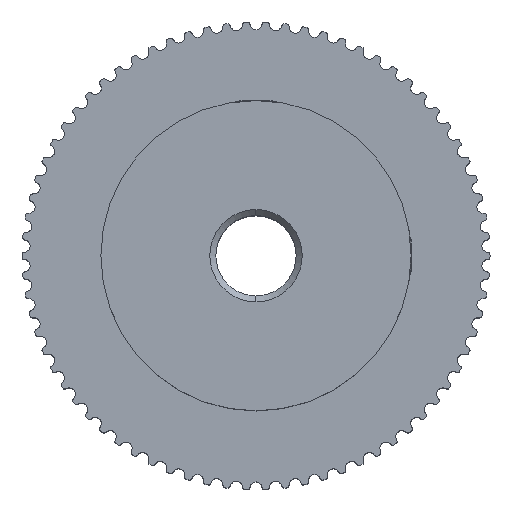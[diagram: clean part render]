
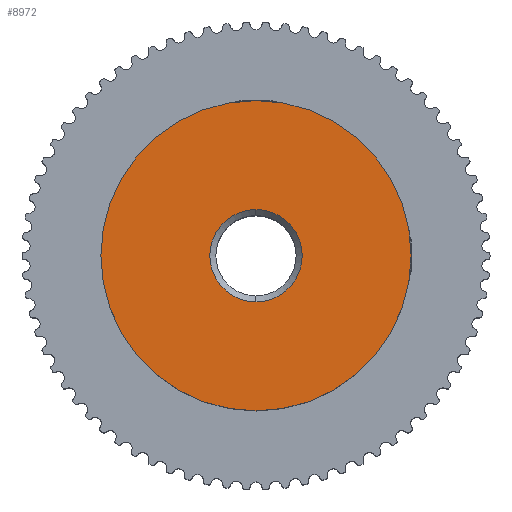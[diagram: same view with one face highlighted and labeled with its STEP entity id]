
A CAD part, top view. The second image highlights one B-rep face of the part: STEP entity #8972.
In plain terms, the highlighted planar face has unit normal (0, 0, 1).
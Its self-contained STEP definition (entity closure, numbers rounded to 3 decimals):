
#1=CARTESIAN_POINT('',(0.,0.,9.5));
#2=DIRECTION('',(0.,0.,1.));
#3=DIRECTION('',(0.,1.,0.));
#4=AXIS2_PLACEMENT_3D('',#1,#2,#3);
#6=CARTESIAN_POINT('',(0.,0.,9.5));
#7=DIRECTION('',(0.,0.,-1.));
#8=DIRECTION('',(0.,1.,0.));
#9=AXIS2_PLACEMENT_3D('',#6,#7,#8);
#20=CARTESIAN_POINT('',(0.,0.,9.5));
#21=DIRECTION('',(0.,0.,-1.));
#22=DIRECTION('',(0.,1.,0.));
#23=AXIS2_PLACEMENT_3D('',#20,#21,#22);
#4229=CARTESIAN_POINT('',(0.,0.,9.5));
#4230=DIRECTION('',(0.,0.,1.));
#4231=DIRECTION('',(0.,1.,0.));
#4232=AXIS2_PLACEMENT_3D('',#4229,#4230,#4231);
#7043=CARTESIAN_POINT('',(0.,15.45,9.5));
#7044=CARTESIAN_POINT('',(0.,-15.45,9.5));
#7045=VERTEX_POINT('',#7043);
#7046=VERTEX_POINT('',#7044);
#7211=CARTESIAN_POINT('',(0.,4.6,9.5));
#7212=CARTESIAN_POINT('',(0.,-4.6,9.5));
#7213=VERTEX_POINT('',#7211);
#7214=VERTEX_POINT('',#7212);
#8955=CARTESIAN_POINT('',(0.,0.,9.5));
#8956=DIRECTION('',(0.,0.,-1.));
#8957=DIRECTION('',(0.,-1.,0.));
#8958=AXIS2_PLACEMENT_3D('',#8955,#8956,#8957);
#8959=PLANE('',#8958);
#8961=ORIENTED_EDGE('',*,*,#8960,.F.);
#8963=ORIENTED_EDGE('',*,*,#8962,.T.);
#8964=EDGE_LOOP('',(#8961,#8963));
#8965=FACE_OUTER_BOUND('',#8964,.F.);
#8967=ORIENTED_EDGE('',*,*,#8966,.F.);
#8969=ORIENTED_EDGE('',*,*,#8968,.T.);
#8970=EDGE_LOOP('',(#8967,#8969));
#8971=FACE_BOUND('',#8970,.F.);
#8972=ADVANCED_FACE('',(#8965,#8971),#8959,.F.);
#5=CIRCLE('',#4,15.45);
#10=CIRCLE('',#9,15.45);
#24=CIRCLE('',#23,4.6);
#4233=CIRCLE('',#4232,4.6);
#8960=EDGE_CURVE('',#7045,#7046,#5,.T.);
#8962=EDGE_CURVE('',#7045,#7046,#10,.T.);
#8966=EDGE_CURVE('',#7213,#7214,#24,.T.);
#8968=EDGE_CURVE('',#7213,#7214,#4233,.T.);
